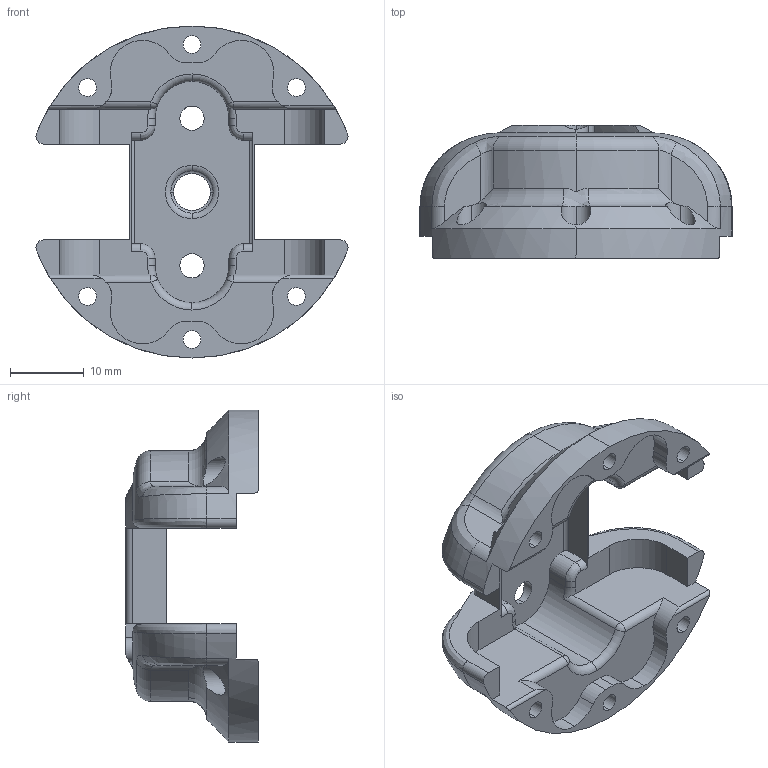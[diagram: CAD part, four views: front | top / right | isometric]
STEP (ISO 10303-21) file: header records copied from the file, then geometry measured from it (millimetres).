
FILE_DESCRIPTION (( 'STEP AP203' ), '1' );
FILE_NAME ('Gripper Cover.step_Default_sldprt.STEP', '2022-11-09T04:41:33', ( '' ), ( '' ), 'SwSTEP 2.0', 'SolidWorks 2022', '' );
FILE_SCHEMA (( 'CONFIG_CONTROL_DESIGN' ));
Length unit declared in the file: millimetre
Products named in the file (1): Gripper Cover.step_Default_sldprt
Bounding box: 42.3 x 18 x 45 mm (x, y, z)
Volume: 6064.1 mm3; surface area: 5845 mm2
Topology: 1 solids, 1 shells, 208 faces, 562 edges, 350 vertices
Faces by surface type: cylinder 102, plane 48, torus 28, bspline 18, cone 8, sphere 4
Entity records: 9748 total; most frequent: CARTESIAN_POINT 4513, ORIENTED_EDGE 1116, DIRECTION 1086, EDGE_CURVE 558, AXIS2_PLACEMENT_3D 437, VERTEX_POINT 350, CIRCLE 246, EDGE_LOOP 224
